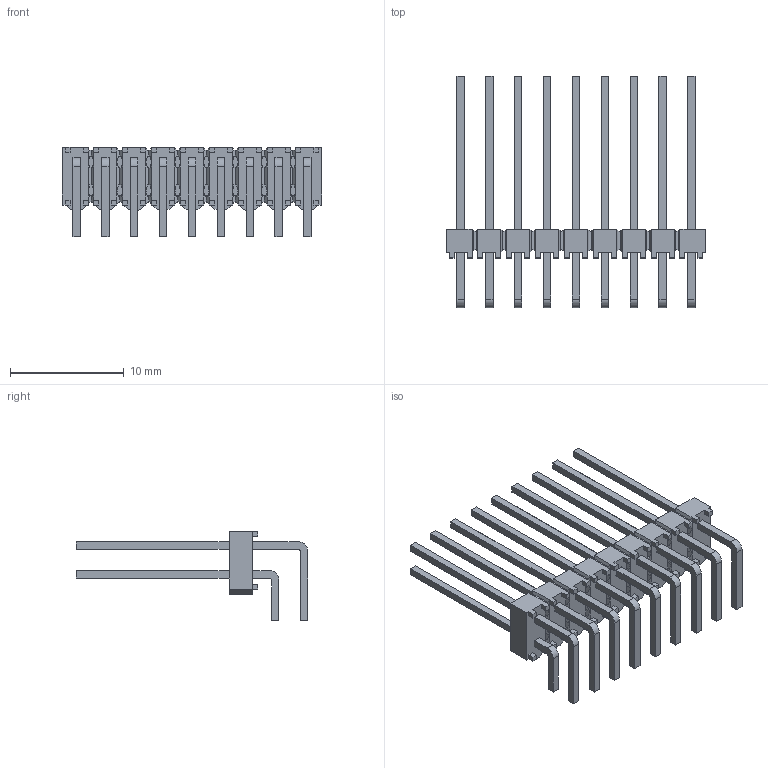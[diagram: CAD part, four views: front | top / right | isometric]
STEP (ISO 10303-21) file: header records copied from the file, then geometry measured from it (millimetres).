
FILE_DESCRIPTION(('FreeCAD Model'),'2;1');
FILE_NAME('Open CASCADE Shape Model','2025-02-16T10:59:47',(''),(''), 'Open CASCADE STEP processor 7.8','FreeCAD','Unknown');
FILE_SCHEMA(('AUTOMOTIVE_DESIGN { 1 0 10303 214 1 1 1 1 }'));
Length unit declared in the file: millimetre
Products named in the file (3): MTSW-109-10-L-D-530-RA; MTSW-109-10-L-D-530-RA_body; MTSW-109-10-D-530-RA
Assembly tree (2 placements, depth 2):
  MTSW-109-10-L-D-530-RA
    MTSW-109-10-L-D-530-RA_body
    MTSW-109-10-D-530-RA
Bounding box: 22.86 x 20.38 x 7.85 mm (x, y, z)
Volume: 405.3 mm3; surface area: 1782.3 mm2
Topology: 2 solids, 2 shells, 790 faces, 2084 edges, 1304 vertices
Faces by surface type: plane 754, cylinder 36
Entity records: 23814 total; most frequent: CARTESIAN_POINT 4181, ORIENTED_EDGE 4168, DIRECTION 3742, EDGE_CURVE 2084, LINE 2012, VECTOR 2012, VERTEX_POINT 1304, AXIS2_PLACEMENT_3D 865
